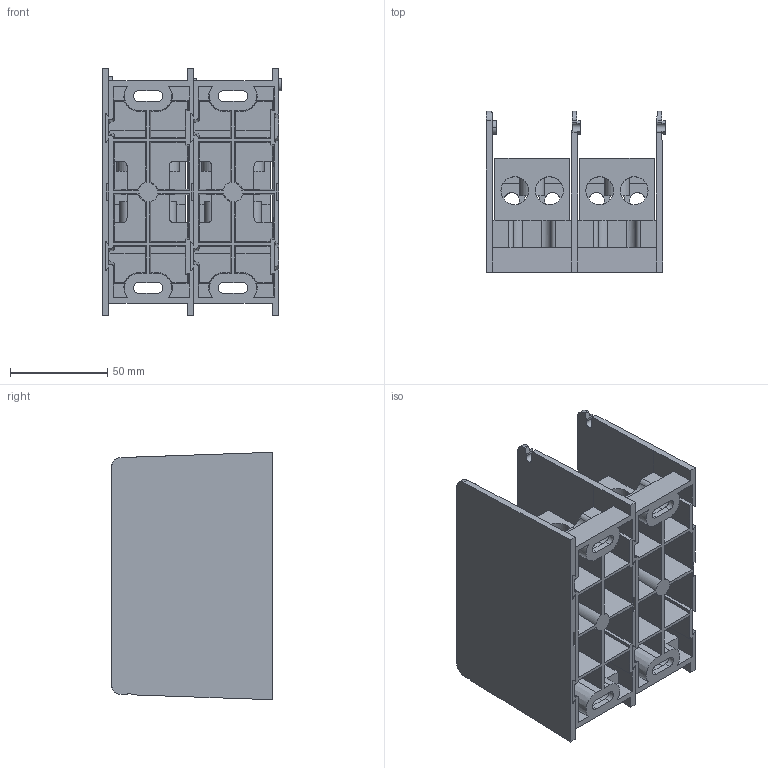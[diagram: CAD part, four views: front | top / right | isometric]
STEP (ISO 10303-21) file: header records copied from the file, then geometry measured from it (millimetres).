
FILE_DESCRIPTION (( 'STEP AP214' ), '1' );
FILE_NAME ('701955rev-2P.STEP', '2015-06-18T15:47:00', ( '' ), ( '' ), 'SwSTEP 2.0', 'SolidWorks 2014', '' );
FILE_SCHEMA (( 'AUTOMOTIVE_DESIGN' ));
Length unit declared in the file: inch
Products named in the file (1): 701955rev-2P
Bounding box: 92.16 x 82.55 x 127.01 mm (x, y, z)
Surface area: 131038.9 mm2 (no closed solid volume)
Topology: 0 solids, 17 shells, 526 faces, 1799 edges, 1264 vertices
Faces by surface type: plane 310, cylinder 152, cone 64
Entity records: 30150 total; most frequent: CARTESIAN_POINT 8579, ORIENTED_EDGE 2985, DIRECTION 2765, EDGE_CURVE 1791, VERTEX_POINT 1264, LINE 1133, VECTOR 1133, AXIS2_PLACEMENT_3D 816
